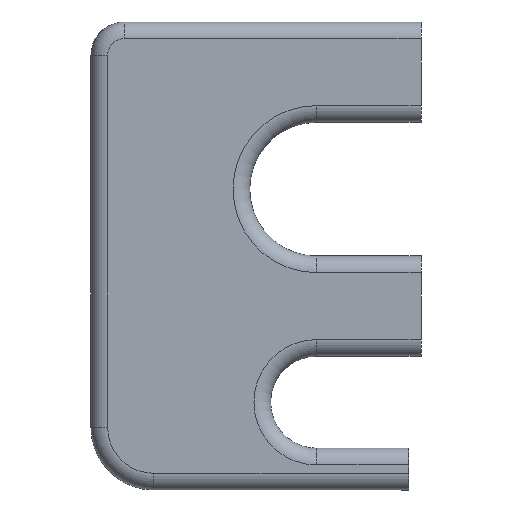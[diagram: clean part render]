
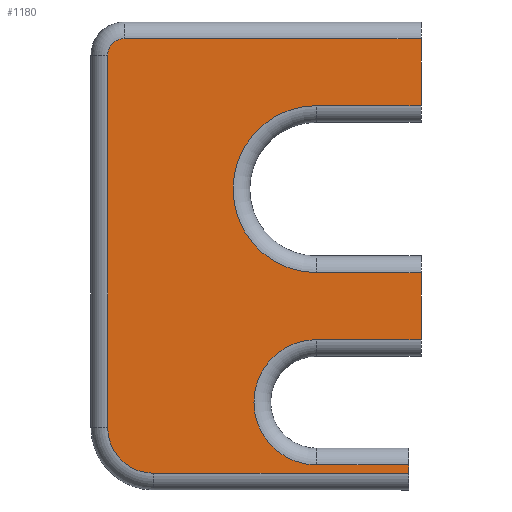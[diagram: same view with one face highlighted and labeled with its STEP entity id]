
A CAD part, left-side view. The second image highlights one B-rep face of the part: STEP entity #1180.
In plain terms, the highlighted planar face has unit normal (-1, 0, 0).
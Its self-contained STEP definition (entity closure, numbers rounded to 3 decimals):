
#4 = DIRECTION ( 'NONE',  ( 0., 0., -1. ) ) ;
#6 = CARTESIAN_POINT ( 'NONE',  ( -95., 125., -175. ) ) ;
#8 = EDGE_CURVE ( 'NONE', #72, #507, #67, .T. ) ;
#17 = EDGE_CURVE ( 'NONE', #1156, #91, #317, .T. ) ;
#23 = ORIENTED_EDGE ( 'NONE', *, *, #529, .T. ) ;
#55 = VECTOR ( 'NONE', #1044, 1000. ) ;
#67 = LINE ( 'NONE', #336, #1191 ) ;
#72 = VERTEX_POINT ( 'NONE', #788 ) ;
#78 = LINE ( 'NONE', #692, #277 ) ;
#91 = VERTEX_POINT ( 'NONE', #729 ) ;
#112 = CARTESIAN_POINT ( 'NONE',  ( -95., 15., -260. ) ) ;
#136 = CARTESIAN_POINT ( 'NONE',  ( -95., 125., 80. ) ) ;
#205 = CARTESIAN_POINT ( 'NONE',  ( -95., 125., 180. ) ) ;
#209 = DIRECTION ( 'NONE',  ( 0., -1., 0. ) ) ;
#215 = CIRCLE ( 'NONE', #644, 75. ) ;
#217 = CARTESIAN_POINT ( 'NONE',  ( -95., 375., -205. ) ) ;
#228 = ORIENTED_EDGE ( 'NONE', *, *, #375, .F. ) ;
#234 = DIRECTION ( 'NONE',  ( 0., -1., 0. ) ) ;
#236 = EDGE_CURVE ( 'NONE', #334, #390, #555, .T. ) ;
#242 = EDGE_CURVE ( 'NONE', #754, #72, #215, .T. ) ;
#276 = VERTEX_POINT ( 'NONE', #205 ) ;
#277 = VECTOR ( 'NONE', #603, 1000. ) ;
#279 = EDGE_CURVE ( 'NONE', #1039, #416, #1149, .T. ) ;
#285 = ORIENTED_EDGE ( 'NONE', *, *, #1184, .F. ) ;
#317 = LINE ( 'NONE', #418, #55 ) ;
#334 = VERTEX_POINT ( 'NONE', #371 ) ;
#336 = CARTESIAN_POINT ( 'NONE',  ( -95., 0., -100. ) ) ;
#369 = CARTESIAN_POINT ( 'NONE',  ( -95., 375., 240. ) ) ;
#371 = CARTESIAN_POINT ( 'NONE',  ( -95., 320., -260. ) ) ;
#375 = EDGE_CURVE ( 'NONE', #1156, #484, #78, .T. ) ;
#379 = DIRECTION ( 'NONE',  ( 0., 0., 1. ) ) ;
#382 = DIRECTION ( 'NONE',  ( -1., 0., 0. ) ) ;
#388 = DIRECTION ( 'NONE',  ( 0., 1., 0. ) ) ;
#390 = VERTEX_POINT ( 'NONE', #778 ) ;
#396 = ORIENTED_EDGE ( 'NONE', *, *, #17, .T. ) ;
#403 = ORIENTED_EDGE ( 'NONE', *, *, #874, .T. ) ;
#408 = EDGE_CURVE ( 'NONE', #276, #484, #755, .T. ) ;
#411 = VERTEX_POINT ( 'NONE', #510 ) ;
#416 = VERTEX_POINT ( 'NONE', #217 ) ;
#418 = CARTESIAN_POINT ( 'NONE',  ( -95., 355., 260. ) ) ;
#427 = VERTEX_POINT ( 'NONE', #685 ) ;
#430 = DIRECTION ( 'NONE',  ( 1., 0., 0. ) ) ;
#435 = EDGE_CURVE ( 'NONE', #867, #276, #742, .T. ) ;
#457 = DIRECTION ( 'NONE',  ( -1., 0., 0. ) ) ;
#462 = DIRECTION ( 'NONE',  ( 1., 0., 0. ) ) ;
#469 = VECTOR ( 'NONE', #735, 1000. ) ;
#484 = VERTEX_POINT ( 'NONE', #531 ) ;
#486 = DIRECTION ( 'NONE',  ( 0., 0., 1. ) ) ;
#489 = CARTESIAN_POINT ( 'NONE',  ( -95., 375., -205. ) ) ;
#493 = ORIENTED_EDGE ( 'NONE', *, *, #408, .T. ) ;
#494 = AXIS2_PLACEMENT_3D ( 'NONE', #136, #430, #1051 ) ;
#507 = VERTEX_POINT ( 'NONE', #623 ) ;
#510 = CARTESIAN_POINT ( 'NONE',  ( -95., 0., -20. ) ) ;
#512 = VECTOR ( 'NONE', #209, 1000. ) ;
#516 = ORIENTED_EDGE ( 'NONE', *, *, #8, .T. ) ;
#529 = EDGE_CURVE ( 'NONE', #427, #754, #1111, .T. ) ;
#531 = CARTESIAN_POINT ( 'NONE',  ( -95., 0., 180. ) ) ;
#555 = LINE ( 'NONE', #112, #469 ) ;
#560 = VECTOR ( 'NONE', #4, 1000. ) ;
#572 = VECTOR ( 'NONE', #388, 1000. ) ;
#574 = CARTESIAN_POINT ( 'NONE',  ( -95., 0., -120. ) ) ;
#576 = PLANE ( 'NONE',  #1042 ) ;
#603 = DIRECTION ( 'NONE',  ( 0., 0., -1. ) ) ;
#611 = CARTESIAN_POINT ( 'NONE',  ( -95., 125., -250. ) ) ;
#623 = CARTESIAN_POINT ( 'NONE',  ( -95., 0., -100. ) ) ;
#644 = AXIS2_PLACEMENT_3D ( 'NONE', #6, #462, #486 ) ;
#650 = EDGE_CURVE ( 'NONE', #416, #334, #1082, .T. ) ;
#654 = DIRECTION ( 'NONE',  ( 0., 0., -1. ) ) ;
#656 = CARTESIAN_POINT ( 'NONE',  ( -95., 125., -20. ) ) ;
#660 = CARTESIAN_POINT ( 'NONE',  ( -95., 125., -250. ) ) ;
#685 = CARTESIAN_POINT ( 'NONE',  ( -95., 15., -250. ) ) ;
#689 = CARTESIAN_POINT ( 'NONE',  ( -95., 0., 180. ) ) ;
#692 = CARTESIAN_POINT ( 'NONE',  ( -95., 0., 160. ) ) ;
#699 = ORIENTED_EDGE ( 'NONE', *, *, #435, .T. ) ;
#720 = DIRECTION ( 'NONE',  ( 0., 0., 1. ) ) ;
#729 = CARTESIAN_POINT ( 'NONE',  ( -95., 355., 260. ) ) ;
#735 = DIRECTION ( 'NONE',  ( 0., -1., 0. ) ) ;
#742 = CIRCLE ( 'NONE', #494, 100. ) ;
#745 = DIRECTION ( 'NONE',  ( -1., 0., 0. ) ) ;
#750 = ORIENTED_EDGE ( 'NONE', *, *, #242, .T. ) ;
#754 = VERTEX_POINT ( 'NONE', #660 ) ;
#755 = LINE ( 'NONE', #689, #512 ) ;
#760 = CARTESIAN_POINT ( 'NONE',  ( -95., 15., -280. ) ) ;
#778 = CARTESIAN_POINT ( 'NONE',  ( -95., 15., -260. ) ) ;
#788 = CARTESIAN_POINT ( 'NONE',  ( -95., 125., -100. ) ) ;
#795 = FACE_OUTER_BOUND ( 'NONE', #1064, .T. ) ;
#801 = VECTOR ( 'NONE', #1188, 1000. ) ;
#805 = CIRCLE ( 'NONE', #875, 20. ) ;
#823 = CARTESIAN_POINT ( 'NONE',  ( -95., 125., -20. ) ) ;
#832 = ORIENTED_EDGE ( 'NONE', *, *, #279, .T. ) ;
#838 = DIRECTION ( 'NONE',  ( 0., 0., 1. ) ) ;
#851 = EDGE_CURVE ( 'NONE', #411, #507, #1040, .T. ) ;
#867 = VERTEX_POINT ( 'NONE', #823 ) ;
#868 = VECTOR ( 'NONE', #971, 1000. ) ;
#870 = VECTOR ( 'NONE', #654, 1000. ) ;
#874 = EDGE_CURVE ( 'NONE', #411, #867, #931, .T. ) ;
#875 = AXIS2_PLACEMENT_3D ( 'NONE', #911, #745, #379 ) ;
#881 = ORIENTED_EDGE ( 'NONE', *, *, #1076, .T. ) ;
#911 = CARTESIAN_POINT ( 'NONE',  ( -95., 355., 240. ) ) ;
#926 = CARTESIAN_POINT ( 'NONE',  ( -95., 125., -175. ) ) ;
#931 = LINE ( 'NONE', #656, #572 ) ;
#971 = DIRECTION ( 'NONE',  ( 0., 1., 0. ) ) ;
#1002 = ORIENTED_EDGE ( 'NONE', *, *, #851, .F. ) ;
#1039 = VERTEX_POINT ( 'NONE', #369 ) ;
#1040 = LINE ( 'NONE', #574, #801 ) ;
#1042 = AXIS2_PLACEMENT_3D ( 'NONE', #926, #382, #838 ) ;
#1044 = DIRECTION ( 'NONE',  ( 0., 1., 0. ) ) ;
#1051 = DIRECTION ( 'NONE',  ( 0., 0., 1. ) ) ;
#1064 = EDGE_LOOP ( 'NONE', ( #750, #516, #1002, #403, #699, #493, #228, #396, #881, #832, #1074, #1103, #285, #23 ) ) ;
#1074 = ORIENTED_EDGE ( 'NONE', *, *, #650, .T. ) ;
#1076 = EDGE_CURVE ( 'NONE', #91, #1039, #805, .T. ) ;
#1082 = CIRCLE ( 'NONE', #1144, 55. ) ;
#1103 = ORIENTED_EDGE ( 'NONE', *, *, #236, .T. ) ;
#1104 = LINE ( 'NONE', #760, #560 ) ;
#1110 = CARTESIAN_POINT ( 'NONE',  ( -95., 0., 260. ) ) ;
#1111 = LINE ( 'NONE', #611, #868 ) ;
#1144 = AXIS2_PLACEMENT_3D ( 'NONE', #1174, #457, #720 ) ;
#1149 = LINE ( 'NONE', #489, #870 ) ;
#1156 = VERTEX_POINT ( 'NONE', #1110 ) ;
#1174 = CARTESIAN_POINT ( 'NONE',  ( -95., 320., -205. ) ) ;
#1180 = ADVANCED_FACE ( 'NONE', ( #795 ), #576, .T. ) ;
#1184 = EDGE_CURVE ( 'NONE', #427, #390, #1104, .T. ) ;
#1188 = DIRECTION ( 'NONE',  ( 0., 0., -1. ) ) ;
#1191 = VECTOR ( 'NONE', #234, 1000. ) ;
